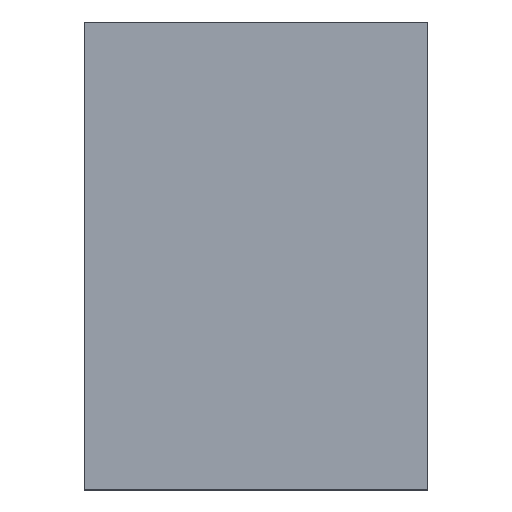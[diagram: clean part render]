
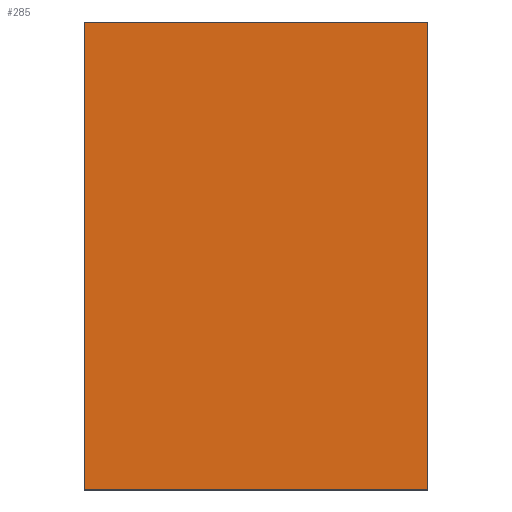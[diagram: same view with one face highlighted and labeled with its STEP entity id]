
A CAD part, top view. The second image highlights one B-rep face of the part: STEP entity #285.
In plain terms, the highlighted planar face has unit normal (0, 0, 1).
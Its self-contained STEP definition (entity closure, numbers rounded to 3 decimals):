
#31=FACE_OUTER_BOUND('',#49,.T.);
#49=EDGE_LOOP('',(#247,#248,#249,#250));
#80=LINE('',#450,#116);
#82=LINE('',#454,#118);
#84=LINE('',#458,#120);
#86=LINE('',#461,#122);
#116=VECTOR('',#370,10.);
#118=VECTOR('',#374,10.);
#120=VECTOR('',#378,10.);
#122=VECTOR('',#382,10.);
#143=VERTEX_POINT('',#447);
#144=VERTEX_POINT('',#449);
#145=VERTEX_POINT('',#453);
#146=VERTEX_POINT('',#457);
#176=EDGE_CURVE('',#144,#143,#80,.T.);
#178=EDGE_CURVE('',#145,#144,#82,.T.);
#180=EDGE_CURVE('',#146,#145,#84,.T.);
#182=EDGE_CURVE('',#143,#146,#86,.T.);
#247=ORIENTED_EDGE('',*,*,#182,.T.);
#248=ORIENTED_EDGE('',*,*,#180,.T.);
#249=ORIENTED_EDGE('',*,*,#178,.T.);
#250=ORIENTED_EDGE('',*,*,#176,.T.);
#269=PLANE('',#315);
#285=ADVANCED_FACE('',(#31),#269,.T.);
#315=AXIS2_PLACEMENT_3D('',#462,#383,#384);
#370=DIRECTION('',(0.,-1.,0.));
#374=DIRECTION('',(-1.,0.,0.));
#378=DIRECTION('',(0.,1.,0.));
#382=DIRECTION('',(1.,0.,0.));
#383=DIRECTION('center_axis',(0.,0.,1.));
#384=DIRECTION('ref_axis',(1.,0.,0.));
#447=CARTESIAN_POINT('',(-2.,-2.,22.));
#449=CARTESIAN_POINT('',(-2.,43.,22.));
#450=CARTESIAN_POINT('',(-2.,-2.,22.));
#453=CARTESIAN_POINT('',(31.,43.,22.));
#454=CARTESIAN_POINT('',(-2.,43.,22.));
#457=CARTESIAN_POINT('',(31.,-2.,22.));
#458=CARTESIAN_POINT('',(31.,43.,22.));
#461=CARTESIAN_POINT('',(31.,-2.,22.));
#462=CARTESIAN_POINT('Origin',(14.5,20.5,22.));
